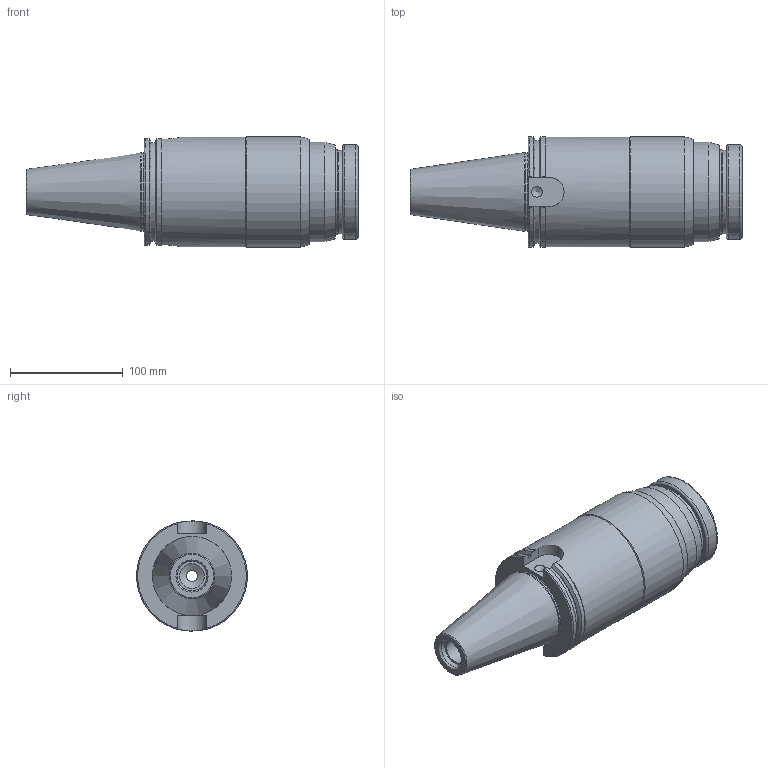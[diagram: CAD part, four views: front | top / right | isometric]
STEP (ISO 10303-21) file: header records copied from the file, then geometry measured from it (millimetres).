
FILE_DESCRIPTION(/* description */ ('','CAx-IF Rec.Pracs.---Representation and Presentation of Product Manufacturing Information (PMI)---4.0---2014-10-13'),/* implementation_level */ '2;1');
FILE_NAME(/* name */ 'JL050.stp',/* time_stamp */ '2025-03-26T16:30:22+09:00',/* author */ ('eos'),/* organization */ (''),/* preprocessor_version */ 'ST-DEVELOPER v20',/* originating_system */ 'Autodesk Inventor 2025',/* authorisation */ '');
FILE_SCHEMA (('AP242_MANAGED_MODEL_BASED_3D_ENGINEERING_MIM_LF { 1 0 10303 442 1 1 4 }'));
Length unit declared in the file: millimetre
Products named in the file (4): LO-CAT50-TC38-196.85; CAT50; BALL COVER; UNLOCKING SHELL
Assembly tree (3 placements, depth 2):
  LO-CAT50-TC38-196.85
    CAT50
    BALL COVER
    UNLOCKING SHELL
Bounding box: 294.75 x 98.09 x 97.97 mm (x, y, z)
Volume: 1022008.6 mm3; surface area: 187321.6 mm2
Topology: 3 solids, 3 shells, 92 faces, 215 edges, 139 vertices
Faces by surface type: plane 34, cylinder 28, cone 19, torus 11
Full cylindrical faces by diameter (mm): 9.525 x1, 10.106 x1, 21.971 x1, 26.2 x1, 51 x1, 52 x1, 60 x2, 67 x1, 68 x1, 69.25 x1, 74.4 x1, 75 x2, 76 x1, 84 x1, 88 x2, 97.425 x1, 98 x1
Entity records: 3630 total; most frequent: CARTESIAN_POINT 857, DIRECTION 567, ORIENTED_EDGE 428, AXIS2_PLACEMENT_3D 243, EDGE_CURVE 214, VERTEX_POINT 139, STYLED_ITEM 115, EDGE_LOOP 109
